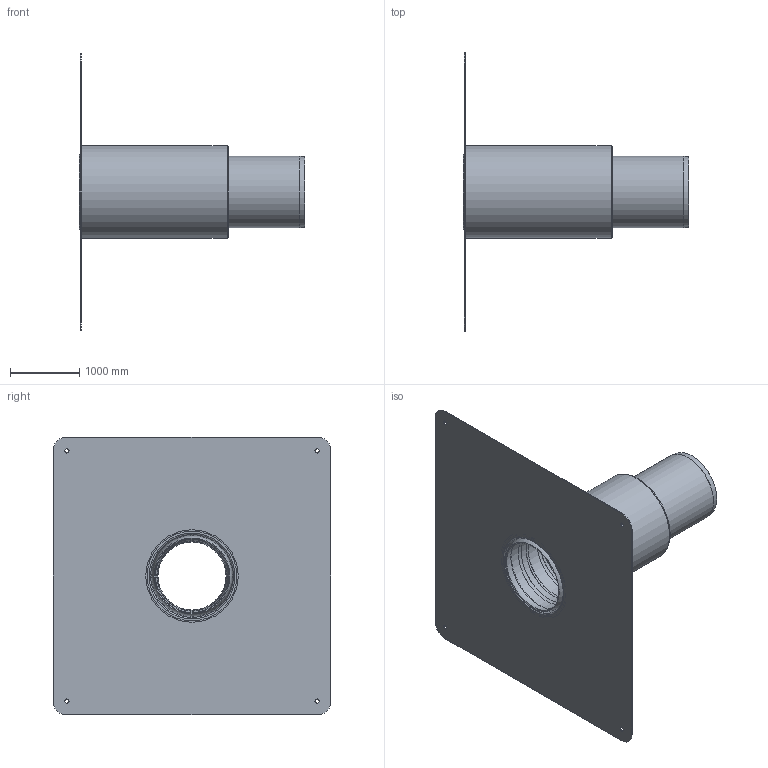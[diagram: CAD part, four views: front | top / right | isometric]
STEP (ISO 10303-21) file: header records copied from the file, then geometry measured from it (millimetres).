
FILE_DESCRIPTION(/* description */ (''),/* implementation_level */ '2;1');
FILE_NAME(/* name */ '22994.100X_3D.stp',/* time_stamp */ '2024-12-12T09:30:08+01:00',/* author */ ('CAD'),/* organization */ (''),/* preprocessor_version */ 'ST-DEVELOPER v20',/* originating_system */ 'AutoCAD Mechanical',/* authorisation */ '');
FILE_SCHEMA (('AUTOMOTIVE_DESIGN { 1 0 10303 214 3 1 1 }'));
Length unit declared in the file: centimetre
Products named in the file (2): Product; *S0
Assembly tree (1 placements, depth 2):
  Product
    *S0
Bounding box: 3250 x 4000 x 4000 mm (x, y, z)
Volume: 1327399384.7 mm3; surface area: 87214724.2 mm2
Topology: 5 solids, 5 shells, 75 faces, 183 edges, 119 vertices
Faces by surface type: cylinder 25, torus 18, cone 17, plane 15
Full cylindrical faces by diameter (mm): 60 x4, 1000 x1, 1020 x1, 1030 x2, 1070 x1, 1090 x1, 1100 x2, 1130 x1, 1160 x2, 1210 x1, 1280 x1, 1290 x2, 1310 x1, 1330 x1
Entity records: 2366 total; most frequent: DIRECTION 468, CARTESIAN_POINT 380, ORIENTED_EDGE 366, AXIS2_PLACEMENT_3D 207, EDGE_CURVE 183, CIRCLE 129, VERTEX_POINT 119, EDGE_LOOP 94
